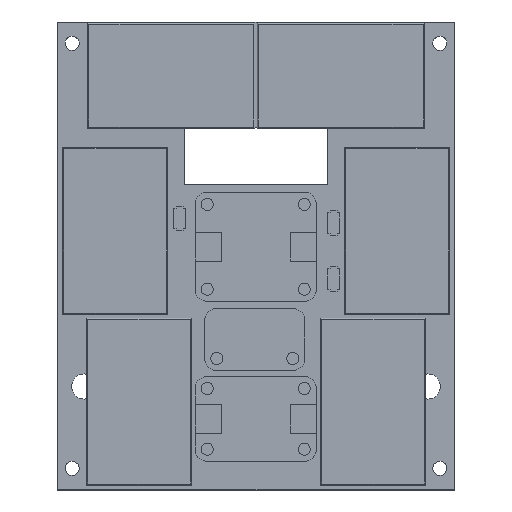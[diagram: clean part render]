
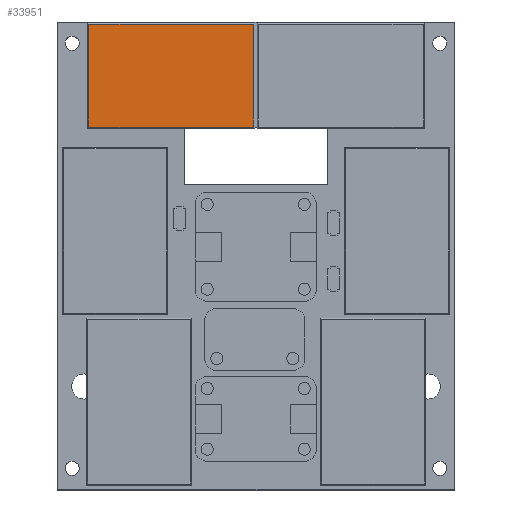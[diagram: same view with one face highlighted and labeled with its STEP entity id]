
A CAD part, top view. The second image highlights one B-rep face of the part: STEP entity #33951.
In plain terms, the highlighted face is planar.
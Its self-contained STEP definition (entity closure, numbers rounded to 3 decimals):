
#33705 = PLANE('',#33706);
#33706 = AXIS2_PLACEMENT_3D('',#33707,#33708,#33709);
#33707 = CARTESIAN_POINT('',(0.25,1.2,0.));
#33708 = DIRECTION('',(0.707,-0.707,0.));
#33709 = DIRECTION('',(0.,0.,1.));
#33786 = PLANE('',#33787);
#33787 = AXIS2_PLACEMENT_3D('',#33788,#33789,#33790);
#33788 = CARTESIAN_POINT('',(0.,1.2,-0.25));
#33789 = DIRECTION('',(0.,-0.707,-0.707));
#33790 = DIRECTION('',(1.,0.,0.));
#33867 = PLANE('',#33868);
#33868 = AXIS2_PLACEMENT_3D('',#33869,#33870,#33871);
#33869 = CARTESIAN_POINT('',(21.75,1.2,0.));
#33870 = DIRECTION('',(-0.707,-0.707,
    0.));
#33871 = DIRECTION('',(0.,0.,-1.));
#33918 = PLANE('',#33919);
#33919 = AXIS2_PLACEMENT_3D('',#33920,#33921,#33922);
#33920 = CARTESIAN_POINT('',(0.,1.2,-34.75));
#33921 = DIRECTION('',(0.,-0.707,0.707));
#33922 = DIRECTION('',(-1.,0.,0.));
#33951 = ADVANCED_FACE('',(#33952),#33966,.F.);
#33952 = FACE_BOUND('',#33953,.F.);
#33953 = EDGE_LOOP('',(#33954,#33984,#34007,#34030));
#33954 = ORIENTED_EDGE('',*,*,#33955,.F.);
#33955 = EDGE_CURVE('',#33956,#33958,#33960,.T.);
#33956 = VERTEX_POINT('',#33957);
#33957 = CARTESIAN_POINT('',(0.25,1.2,-34.75));
#33958 = VERTEX_POINT('',#33959);
#33959 = CARTESIAN_POINT('',(0.25,1.2,-0.25));
#33960 = SURFACE_CURVE('',#33961,(#33965,#33977),.PCURVE_S1.);
#33961 = LINE('',#33962,#33963);
#33962 = CARTESIAN_POINT('',(0.25,1.2,0.));
#33963 = VECTOR('',#33964,1.);
#33964 = DIRECTION('',(0.,0.,1.));
#33965 = PCURVE('',#33966,#33971);
#33966 = PLANE('',#33967);
#33967 = AXIS2_PLACEMENT_3D('',#33968,#33969,#33970);
#33968 = CARTESIAN_POINT('',(0.,1.2,0.));
#33969 = DIRECTION('',(0.,-1.,0.));
#33970 = DIRECTION('',(0.,0.,-1.));
#33971 = DEFINITIONAL_REPRESENTATION('',(#33972),#33976);
#33972 = LINE('',#33973,#33974);
#33973 = CARTESIAN_POINT('',(0.,0.25));
#33974 = VECTOR('',#33975,1.);
#33975 = DIRECTION('',(-1.,0.));
#33976 = ( GEOMETRIC_REPRESENTATION_CONTEXT(2) 
PARAMETRIC_REPRESENTATION_CONTEXT() REPRESENTATION_CONTEXT('2D SPACE',''
  ) );
#33977 = PCURVE('',#33705,#33978);
#33978 = DEFINITIONAL_REPRESENTATION('',(#33979),#33983);
#33979 = LINE('',#33980,#33981);
#33980 = CARTESIAN_POINT('',(0.,0.));
#33981 = VECTOR('',#33982,1.);
#33982 = DIRECTION('',(1.,0.));
#33983 = ( GEOMETRIC_REPRESENTATION_CONTEXT(2) 
PARAMETRIC_REPRESENTATION_CONTEXT() REPRESENTATION_CONTEXT('2D SPACE',''
  ) );
#33984 = ORIENTED_EDGE('',*,*,#33985,.F.);
#33985 = EDGE_CURVE('',#33986,#33956,#33988,.T.);
#33986 = VERTEX_POINT('',#33987);
#33987 = CARTESIAN_POINT('',(21.75,1.2,-34.75));
#33988 = SURFACE_CURVE('',#33989,(#33993,#34000),.PCURVE_S1.);
#33989 = LINE('',#33990,#33991);
#33990 = CARTESIAN_POINT('',(0.,1.2,-34.75));
#33991 = VECTOR('',#33992,1.);
#33992 = DIRECTION('',(-1.,0.,0.));
#33993 = PCURVE('',#33966,#33994);
#33994 = DEFINITIONAL_REPRESENTATION('',(#33995),#33999);
#33995 = LINE('',#33996,#33997);
#33996 = CARTESIAN_POINT('',(34.75,0.));
#33997 = VECTOR('',#33998,1.);
#33998 = DIRECTION('',(0.,-1.));
#33999 = ( GEOMETRIC_REPRESENTATION_CONTEXT(2) 
PARAMETRIC_REPRESENTATION_CONTEXT() REPRESENTATION_CONTEXT('2D SPACE',''
  ) );
#34000 = PCURVE('',#33918,#34001);
#34001 = DEFINITIONAL_REPRESENTATION('',(#34002),#34006);
#34002 = LINE('',#34003,#34004);
#34003 = CARTESIAN_POINT('',(0.,0.));
#34004 = VECTOR('',#34005,1.);
#34005 = DIRECTION('',(1.,0.));
#34006 = ( GEOMETRIC_REPRESENTATION_CONTEXT(2) 
PARAMETRIC_REPRESENTATION_CONTEXT() REPRESENTATION_CONTEXT('2D SPACE',''
  ) );
#34007 = ORIENTED_EDGE('',*,*,#34008,.F.);
#34008 = EDGE_CURVE('',#34009,#33986,#34011,.T.);
#34009 = VERTEX_POINT('',#34010);
#34010 = CARTESIAN_POINT('',(21.75,1.2,-0.25));
#34011 = SURFACE_CURVE('',#34012,(#34016,#34023),.PCURVE_S1.);
#34012 = LINE('',#34013,#34014);
#34013 = CARTESIAN_POINT('',(21.75,1.2,0.));
#34014 = VECTOR('',#34015,1.);
#34015 = DIRECTION('',(0.,0.,-1.));
#34016 = PCURVE('',#33966,#34017);
#34017 = DEFINITIONAL_REPRESENTATION('',(#34018),#34022);
#34018 = LINE('',#34019,#34020);
#34019 = CARTESIAN_POINT('',(0.,21.75));
#34020 = VECTOR('',#34021,1.);
#34021 = DIRECTION('',(1.,0.));
#34022 = ( GEOMETRIC_REPRESENTATION_CONTEXT(2) 
PARAMETRIC_REPRESENTATION_CONTEXT() REPRESENTATION_CONTEXT('2D SPACE',''
  ) );
#34023 = PCURVE('',#33867,#34024);
#34024 = DEFINITIONAL_REPRESENTATION('',(#34025),#34029);
#34025 = LINE('',#34026,#34027);
#34026 = CARTESIAN_POINT('',(0.,0.));
#34027 = VECTOR('',#34028,1.);
#34028 = DIRECTION('',(1.,0.));
#34029 = ( GEOMETRIC_REPRESENTATION_CONTEXT(2) 
PARAMETRIC_REPRESENTATION_CONTEXT() REPRESENTATION_CONTEXT('2D SPACE',''
  ) );
#34030 = ORIENTED_EDGE('',*,*,#34031,.F.);
#34031 = EDGE_CURVE('',#33958,#34009,#34032,.T.);
#34032 = SURFACE_CURVE('',#34033,(#34037,#34044),.PCURVE_S1.);
#34033 = LINE('',#34034,#34035);
#34034 = CARTESIAN_POINT('',(0.,1.2,-0.25));
#34035 = VECTOR('',#34036,1.);
#34036 = DIRECTION('',(1.,0.,0.));
#34037 = PCURVE('',#33966,#34038);
#34038 = DEFINITIONAL_REPRESENTATION('',(#34039),#34043);
#34039 = LINE('',#34040,#34041);
#34040 = CARTESIAN_POINT('',(0.25,0.));
#34041 = VECTOR('',#34042,1.);
#34042 = DIRECTION('',(0.,1.));
#34043 = ( GEOMETRIC_REPRESENTATION_CONTEXT(2) 
PARAMETRIC_REPRESENTATION_CONTEXT() REPRESENTATION_CONTEXT('2D SPACE',''
  ) );
#34044 = PCURVE('',#33786,#34045);
#34045 = DEFINITIONAL_REPRESENTATION('',(#34046),#34050);
#34046 = LINE('',#34047,#34048);
#34047 = CARTESIAN_POINT('',(0.,0.));
#34048 = VECTOR('',#34049,1.);
#34049 = DIRECTION('',(1.,0.));
#34050 = ( GEOMETRIC_REPRESENTATION_CONTEXT(2) 
PARAMETRIC_REPRESENTATION_CONTEXT() REPRESENTATION_CONTEXT('2D SPACE',''
  ) );
